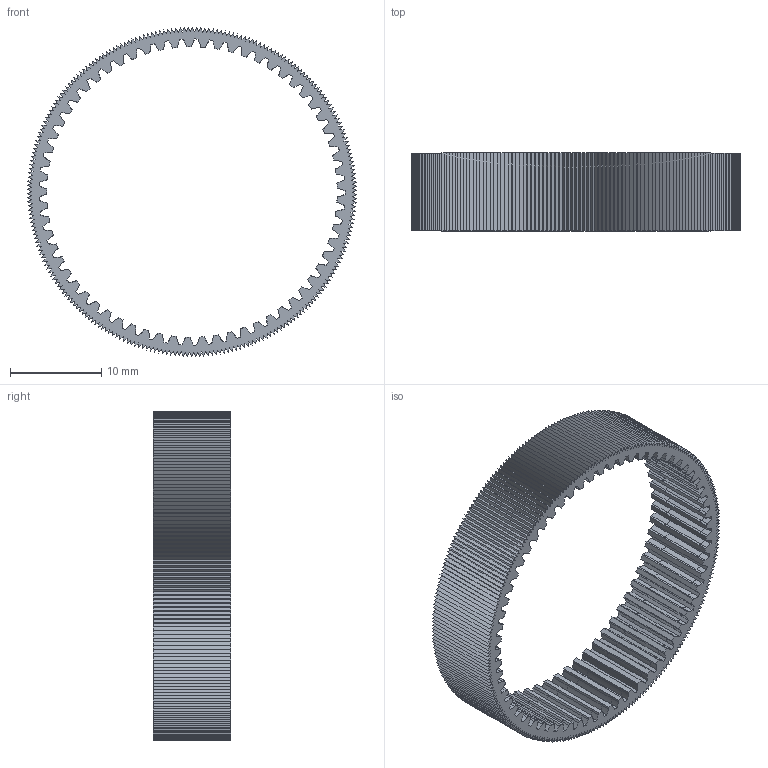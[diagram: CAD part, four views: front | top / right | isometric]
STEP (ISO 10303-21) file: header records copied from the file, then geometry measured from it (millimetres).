
FILE_DESCRIPTION(/* description */ ('','CAx-IF Rec.Pracs.---Representation and Presentation of Product Manufacturing Information (PMI)---4.0---2014-10-13'),/* implementation_level */ '2;1');
FILE_NAME(/* name */ 'Gluon Hubb Gear v4.step',/* time_stamp */ '2024-12-27T18:19:50-05:00',/* author */ (''),/* organization */ (''),/* preprocessor_version */ 'ST-DEVELOPER v20',/* originating_system */ 'Autodesk Translation Framework v13.20.0.188',/* authorisation */ '');
FILE_SCHEMA (('AP242_MANAGED_MODEL_BASED_3D_ENGINEERING_MIM_LF { 1 0 10303 442 1 1 4 }'));
Products named in the file (1): Molded Gear Housing (65 teeth)
Bounding box: 36 x 8.5 x 36 mm (x, y, z)
Volume: 1340.6 mm3; surface area: 4028.5 mm2
Topology: 1 solids, 1 shells, 1412 faces, 3970 edges, 2560 vertices
Faces by surface type: bspline 780, plane 502, cylinder 130
Entity records: 47508 total; most frequent: CARTESIAN_POINT 13793, ORIENTED_EDGE 7940, DIRECTION 6016, EDGE_CURVE 3970, LINE 2670, VECTOR 2670, VERTEX_POINT 2560, AXIS2_PLACEMENT_3D 1673
